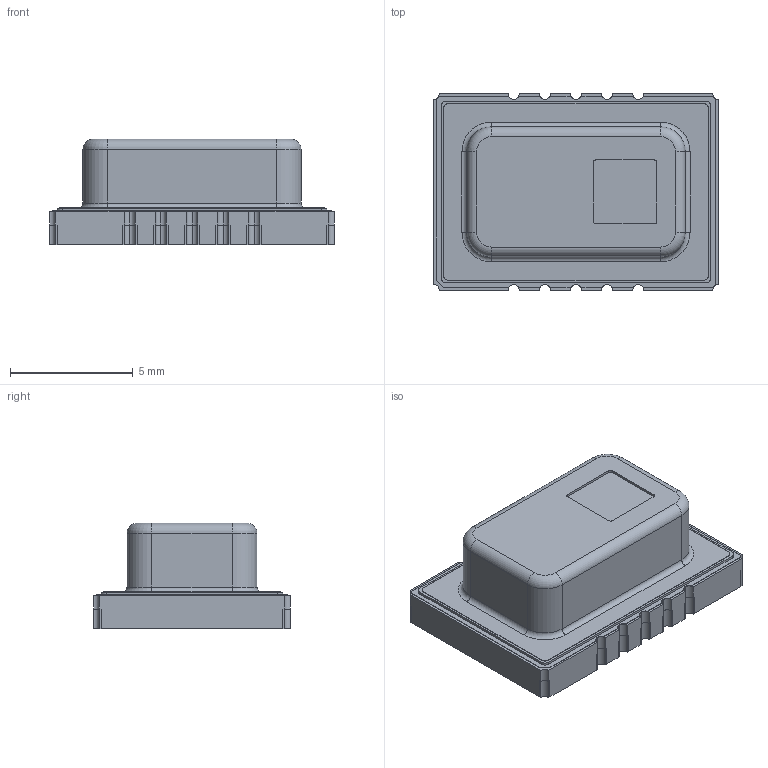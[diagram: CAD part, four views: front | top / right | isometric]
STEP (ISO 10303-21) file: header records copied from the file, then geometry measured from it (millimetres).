
FILE_DESCRIPTION(('FreeCAD Model'),'2;1');
FILE_NAME('AMG88xx.step','2020-01-02T22:48:32',( 'kicad StepUp'),('ksu MCAD'),'Open CASCADE STEP processor 7.2', 'FreeCAD','Unknown');
FILE_SCHEMA(('AUTOMOTIVE_DESIGN { 1 0 10303 214 1 1 1 1 }'));
Length unit declared in the file: millimetre
Products named in the file (1): AMG88xx
Bounding box: 11.6 x 8 x 4.3 mm (x, y, z)
Volume: 264.7 mm3; surface area: 795.1 mm2
Topology: 18 solids, 18 shells, 388 faces, 3093 edges, 8930 vertices
Faces by surface type: plane 196, cylinder 184, torus 8
Entity records: 42935 total; most frequent: CARTESIAN_POINT 12466, DIRECTION 4963, GEOMETRIC_CURVE_SET 2063, ORIENTED_EDGE 2062, TRIMMED_CURVE 2062, LINE 1965, VECTOR 1965, AXIS2_PLACEMENT_3D 1499
